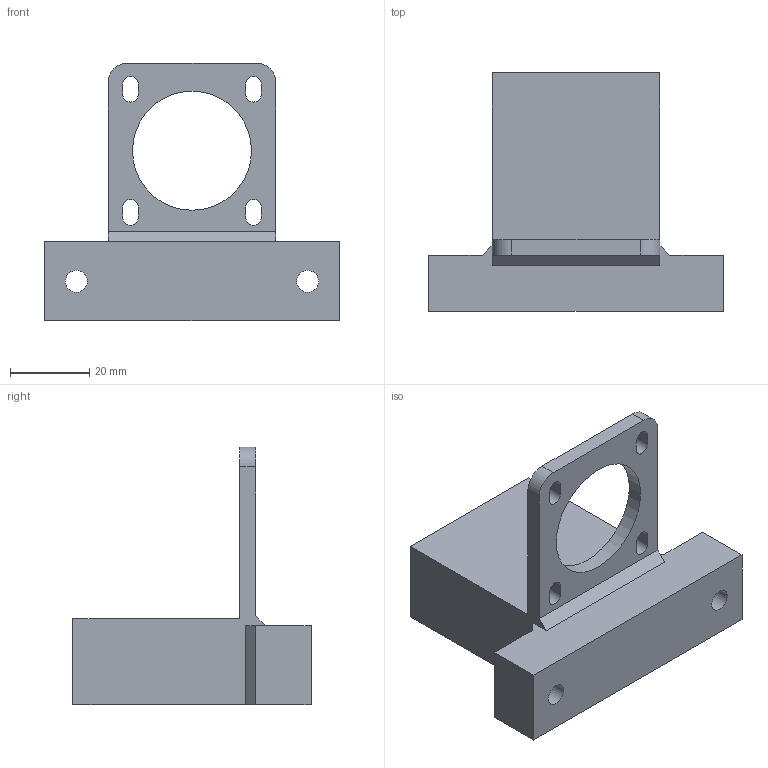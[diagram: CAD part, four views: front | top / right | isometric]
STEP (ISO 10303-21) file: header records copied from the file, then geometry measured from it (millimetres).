
FILE_DESCRIPTION(('FreeCAD Model'),'2;1');
FILE_NAME('Open CASCADE Shape Model','2025-12-01T19:58:02',(''),(''), 'Open CASCADE STEP processor 7.9','FreeCAD','Unknown');
FILE_SCHEMA(('AUTOMOTIVE_DESIGN { 1 0 10303 214 1 1 1 1 }'));
Length unit declared in the file: millimetre
Products named in the file (1): Fillet001
Bounding box: 74.3 x 60 x 65 mm (x, y, z)
Volume: 66211.9 mm3; surface area: 15122.9 mm2
Topology: 1 solids, 1 shells, 42 faces, 116 edges, 78 vertices
Faces by surface type: plane 27, cylinder 15
Full cylindrical faces by diameter (mm): 5.5 x2, 10 x2, 30 x1
Entity records: 1396 total; most frequent: CARTESIAN_POINT 237, DIRECTION 232, ORIENTED_EDGE 232, EDGE_CURVE 116, LINE 86, VECTOR 86, VERTEX_POINT 78, AXIS2_PLACEMENT_3D 73
